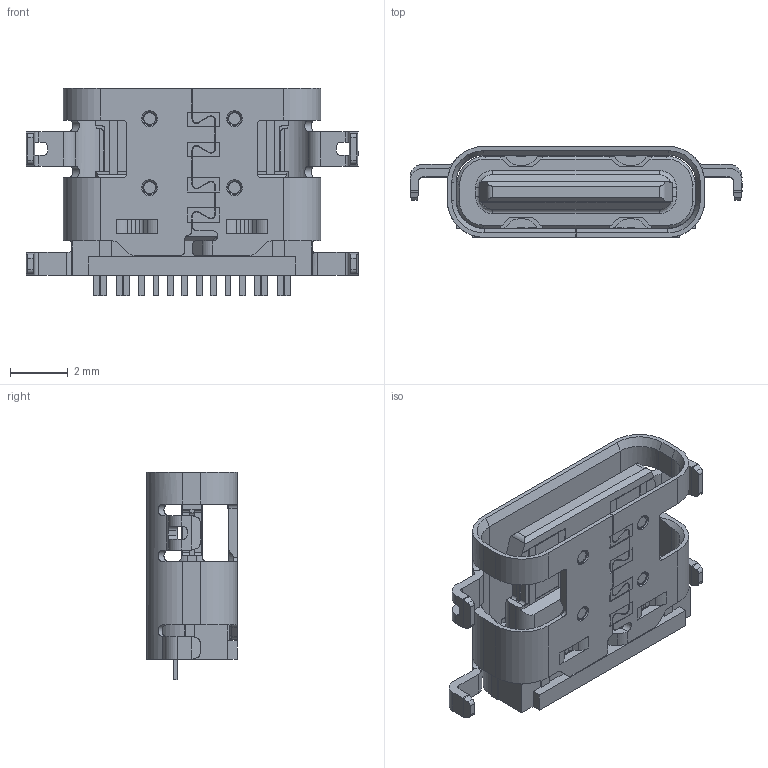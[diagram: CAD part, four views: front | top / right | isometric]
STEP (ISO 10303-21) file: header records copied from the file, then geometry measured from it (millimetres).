
FILE_DESCRIPTION(/* description */ ('STEP AP214'),/* implementation_level */ '2;1');
FILE_NAME(/* name */ 'USB4520-03-0-A',/* time_stamp */ '2022-10-12T15:07:10+02:00',/* author */ ('License CC BY-ND 4.0'),/* organization */ ('CADENAS'),/* preprocessor_version */ 'ST-DEVELOPER v18.102',/* originating_system */ 'PARTsolutions',/* authorisation */ ' ');
FILE_SCHEMA (('AUTOMOTIVE_DESIGN {1 0 10303 214 3 1 1}'));
Length unit declared in the file: millimetre
Products named in the file (3): USB4520-03-0-A; USB4520-03-0-A_PART2; USB4520-03-0-A_PART1
Assembly tree (2 placements, depth 2):
  USB4520-03-0-A
    USB4520-03-0-A_PART2
    USB4520-03-0-A_PART1
Bounding box: 11.54 x 3.16 x 7.2 mm (x, y, z)
Volume: 96.5 mm3; surface area: 424.6 mm2
Topology: 2 solids, 2 shells, 874 faces, 2431 edges, 1568 vertices
Faces by surface type: plane 630, cylinder 186, bspline 30, cone 28
Full cylindrical faces by diameter (mm): 0.35 x1
Entity records: 32364 total; most frequent: CARTESIAN_POINT 6669, ORIENTED_EDGE 4842, DIRECTION 4565, EDGE_CURVE 2421, LINE 1857, VECTOR 1857, VERTEX_POINT 1564, AXIS2_PLACEMENT_3D 1354
